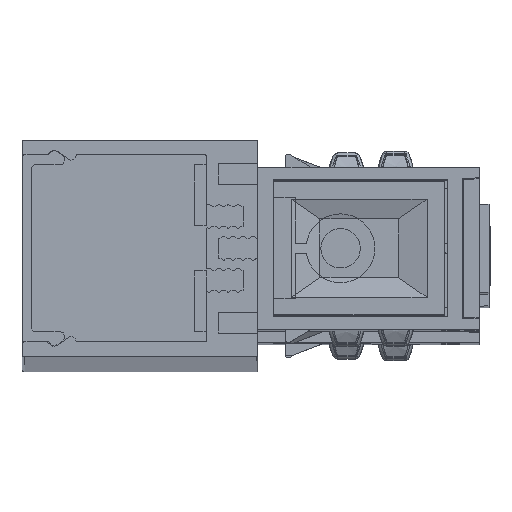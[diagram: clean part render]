
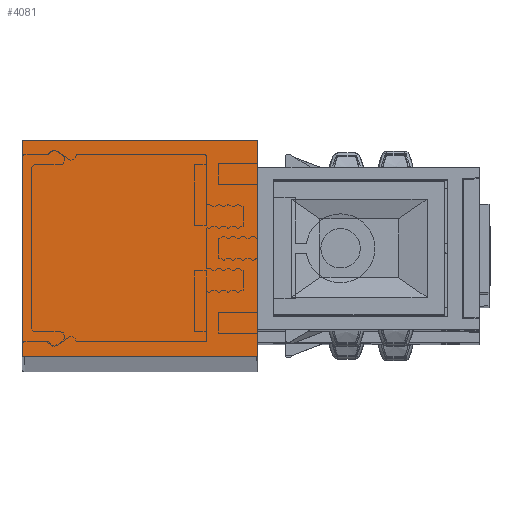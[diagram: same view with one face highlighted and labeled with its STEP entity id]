
A CAD part, top view. The second image highlights one B-rep face of the part: STEP entity #4081.
In plain terms, the highlighted planar face has unit normal (0, 0, 1).
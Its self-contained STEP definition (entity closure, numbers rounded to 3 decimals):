
#262=DIRECTION('',(-1.,0.,0.));
#263=VECTOR('',#262,24.);
#264=CARTESIAN_POINT('',(24.,11.,452.));
#265=LINE('',#264,#263);
#266=DIRECTION('',(0.,1.,0.));
#267=VECTOR('',#266,22.);
#268=CARTESIAN_POINT('',(24.,-11.,452.));
#269=LINE('',#268,#267);
#270=DIRECTION('',(1.,0.,0.));
#271=VECTOR('',#270,24.);
#272=CARTESIAN_POINT('',(0.,-11.,452.));
#273=LINE('',#272,#271);
#274=DIRECTION('',(0.,-1.,0.));
#275=VECTOR('',#274,22.);
#276=CARTESIAN_POINT('',(0.,11.,452.));
#277=LINE('',#276,#275);
#2710=CARTESIAN_POINT('',(24.,11.,452.));
#2711=CARTESIAN_POINT('',(0.,11.,452.));
#2712=VERTEX_POINT('',#2710);
#2713=VERTEX_POINT('',#2711);
#2714=CARTESIAN_POINT('',(0.,-11.,452.));
#2715=VERTEX_POINT('',#2714);
#2716=CARTESIAN_POINT('',(24.,-11.,452.));
#2717=VERTEX_POINT('',#2716);
#4070=CARTESIAN_POINT('',(0.,0.,452.));
#4071=DIRECTION('',(0.,0.,1.));
#4072=DIRECTION('',(0.,1.,0.));
#4073=AXIS2_PLACEMENT_3D('',#4070,#4071,#4072);
#4074=PLANE('',#4073);
#4075=ORIENTED_EDGE('',*,*,#3600,.F.);
#4076=ORIENTED_EDGE('',*,*,#3938,.F.);
#4077=ORIENTED_EDGE('',*,*,#4051,.F.);
#4078=ORIENTED_EDGE('',*,*,#4007,.F.);
#4079=EDGE_LOOP('',(#4075,#4076,#4077,#4078));
#4080=FACE_OUTER_BOUND('',#4079,.F.);
#3600=EDGE_CURVE('',#2712,#2713,#265,.T.);
#3938=EDGE_CURVE('',#2717,#2712,#269,.T.);
#4007=EDGE_CURVE('',#2713,#2715,#277,.T.);
#4051=EDGE_CURVE('',#2715,#2717,#273,.T.);
#4081=ADVANCED_FACE('',(#4080),#4074,.T.);
